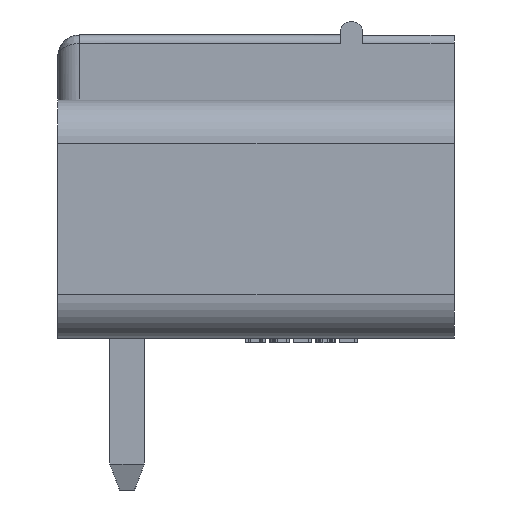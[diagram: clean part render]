
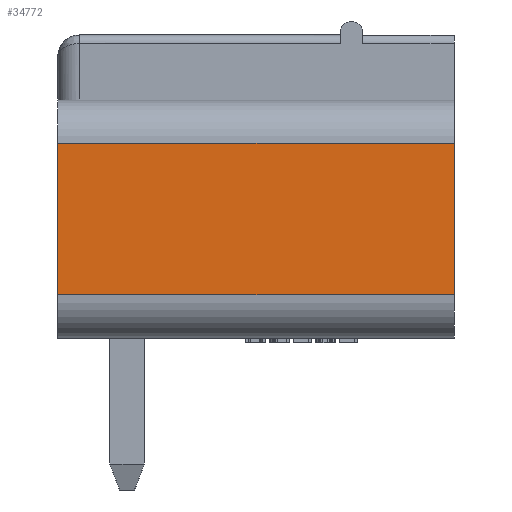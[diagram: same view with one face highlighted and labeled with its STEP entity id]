
A CAD part, left-side view. The second image highlights one B-rep face of the part: STEP entity #34772.
In plain terms, the highlighted planar face has unit normal (-1, 0, 0).
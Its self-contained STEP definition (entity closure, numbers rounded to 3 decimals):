
#1079 = VERTEX_POINT ( 'NONE', #15535 ) ;
#1672 = EDGE_CURVE ( 'NONE', #1079, #25902, #38540, .T. ) ;
#1694 = EDGE_CURVE ( 'NONE', #22587, #25902, #38934, .T. ) ;
#3193 = PLANE ( 'NONE',  #38248 ) ;
#3437 = CARTESIAN_POINT ( 'NONE',  ( -12.66, 4.575, 1. ) ) ;
#3681 = VECTOR ( 'NONE', #35411, 1000. ) ;
#3927 = ORIENTED_EDGE ( 'NONE', *, *, #38408, .T. ) ;
#4566 = CARTESIAN_POINT ( 'NONE',  ( -12.66, 4.575, 4.5 ) ) ;
#5856 = CARTESIAN_POINT ( 'NONE',  ( -12.66, 4.575, 5.5 ) ) ;
#8811 = LINE ( 'NONE', #31440, #23598 ) ;
#9865 = VERTEX_POINT ( 'NONE', #23465 ) ;
#11405 = VECTOR ( 'NONE', #17132, 1000. ) ;
#11694 = EDGE_CURVE ( 'NONE', #9865, #1079, #8811, .T. ) ;
#12486 = EDGE_LOOP ( 'NONE', ( #25538, #24830, #40340, #3927 ) ) ;
#15535 = CARTESIAN_POINT ( 'NONE',  ( -12.66, -4.575, 1. ) ) ;
#17132 = DIRECTION ( 'NONE',  ( 0., 1., 0. ) ) ;
#22587 = VERTEX_POINT ( 'NONE', #24512 ) ;
#22866 = CARTESIAN_POINT ( 'NONE',  ( -12.66, -4.575, 4.5 ) ) ;
#22894 = CARTESIAN_POINT ( 'NONE',  ( -12.66, -4.575, 1. ) ) ;
#23465 = CARTESIAN_POINT ( 'NONE',  ( -12.66, -4.575, 4.5 ) ) ;
#23598 = VECTOR ( 'NONE', #34155, 1000. ) ;
#24512 = CARTESIAN_POINT ( 'NONE',  ( -12.66, 4.575, 4.5 ) ) ;
#24810 = DIRECTION ( 'NONE',  ( 0., 0., -1. ) ) ;
#24830 = ORIENTED_EDGE ( 'NONE', *, *, #1672, .F. ) ;
#25538 = ORIENTED_EDGE ( 'NONE', *, *, #1694, .T. ) ;
#25902 = VERTEX_POINT ( 'NONE', #3437 ) ;
#27903 = DIRECTION ( 'NONE',  ( 1., 0., 0. ) ) ;
#29682 = DIRECTION ( 'NONE',  ( 0., 0., -1. ) ) ;
#30984 = FACE_OUTER_BOUND ( 'NONE', #12486, .T. ) ;
#31440 = CARTESIAN_POINT ( 'NONE',  ( -12.66, -4.575, 4.5 ) ) ;
#34155 = DIRECTION ( 'NONE',  ( 0., 0., -1. ) ) ;
#34772 = ADVANCED_FACE ( 'NONE', ( #30984 ), #3193, .F. ) ;
#35411 = DIRECTION ( 'NONE',  ( 0., 1., 0. ) ) ;
#38248 = AXIS2_PLACEMENT_3D ( 'NONE', #5856, #27903, #24810 ) ;
#38408 = EDGE_CURVE ( 'NONE', #9865, #22587, #39115, .T. ) ;
#38540 = LINE ( 'NONE', #22894, #11405 ) ;
#38934 = LINE ( 'NONE', #4566, #39678 ) ;
#39115 = LINE ( 'NONE', #22866, #3681 ) ;
#39678 = VECTOR ( 'NONE', #29682, 1000. ) ;
#40340 = ORIENTED_EDGE ( 'NONE', *, *, #11694, .F. ) ;
